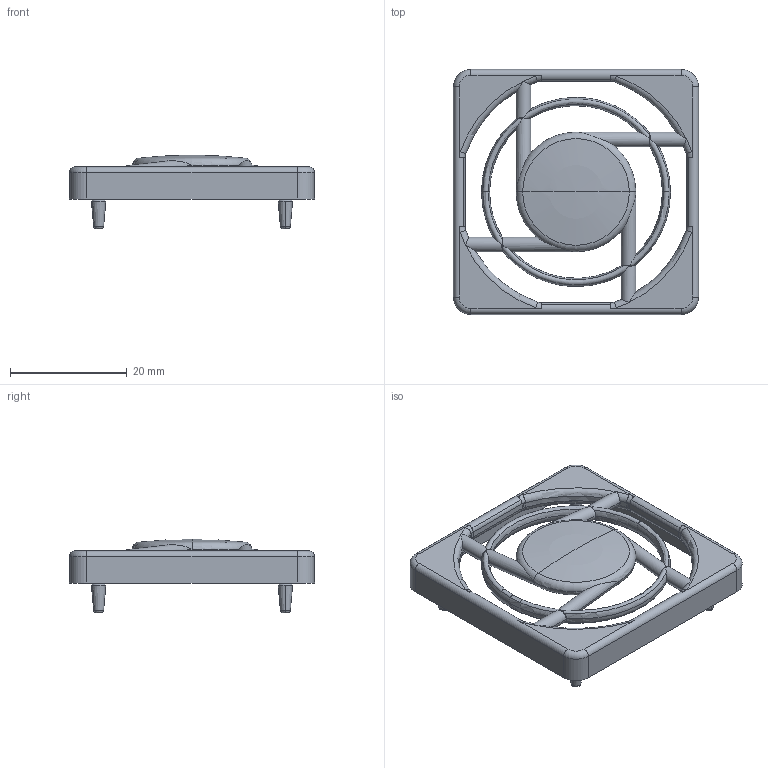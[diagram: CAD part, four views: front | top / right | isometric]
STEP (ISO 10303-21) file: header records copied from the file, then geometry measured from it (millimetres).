
FILE_DESCRIPTION((''),'2;1');
FILE_NAME('SG-40-01.stp','2005-08-14T15:53:01',(''),(''),'Mechanical Desktop.R8.0.24.0','Mechanical Desktop.R8.0.24.0',', , ');
FILE_SCHEMA(('CONFIG_CONTROL_DESIGN'));
Length unit declared in the file: millimetre
Products named in the file (2): SG-40-01A; SG-40-01
Assembly tree (1 placements, depth 2):
  SG-40-01A
    SG-40-01
Bounding box: 42 x 42 x 12.6 mm (x, y, z)
Volume: 3209.5 mm3; surface area: 4436.4 mm2
Topology: 1 solids, 1 shells, 997 faces, 2792 edges, 1823 vertices
Faces by surface type: bspline 663, plane 162, cylinder 80, torus 74, cone 16, sphere 2
Entity records: 37030 total; most frequent: CARTESIAN_POINT 15849, ORIENTED_EDGE 5576, EDGE_CURVE 2788, DIRECTION 2335, VERTEX_POINT 1823, B_SPLINE_CURVE_WITH_KNOTS 1424, VECTOR 1065, LINE 1065
